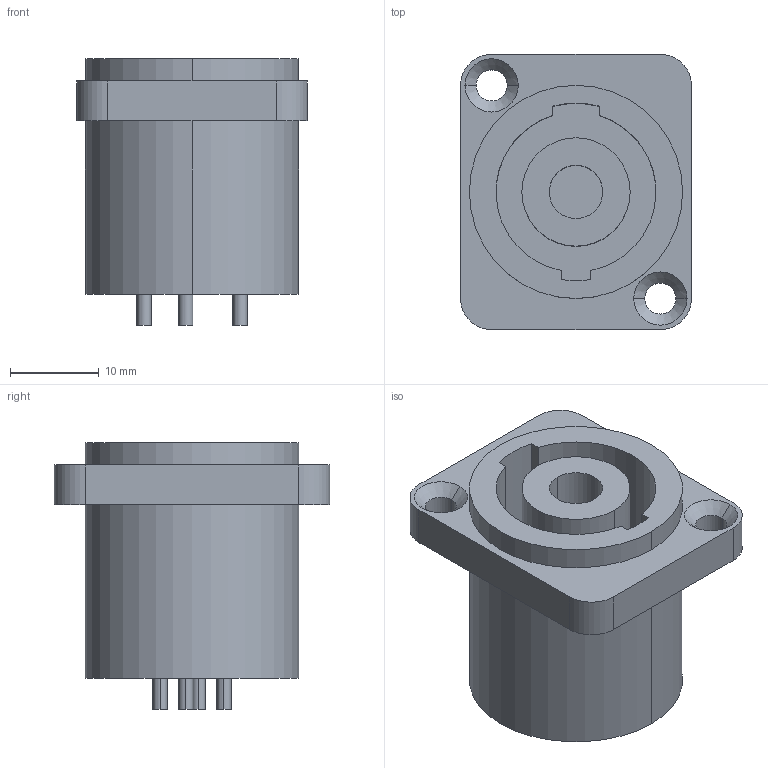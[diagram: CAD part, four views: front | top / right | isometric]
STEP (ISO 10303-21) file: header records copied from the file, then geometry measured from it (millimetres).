
FILE_DESCRIPTION((''),'2;1');
FILE_NAME('D-NL4MD-V','2016-02-05T',('odo'),(''),'CREO PARAMETRIC BY PTC INC, 2015380','CREO PARAMETRIC BY PTC INC, 2015380','');
FILE_SCHEMA(('CONFIG_CONTROL_DESIGN'));
Length unit declared in the file: millimetre
Products named in the file (1): D-NL4MD-V
Bounding box: 26 x 31 x 30 mm (x, y, z)
Volume: 9964 mm3; surface area: 6210.9 mm2
Topology: 1 solids, 1 shells, 51 faces, 116 edges, 76 vertices
Faces by surface type: cylinder 28, plane 19, cone 4
Entity records: 1504 total; most frequent: DIRECTION 278, CARTESIAN_POINT 243, ORIENTED_EDGE 232, EDGE_CURVE 116, AXIS2_PLACEMENT_3D 111, VERTEX_POINT 76, EDGE_LOOP 64, CIRCLE 60
